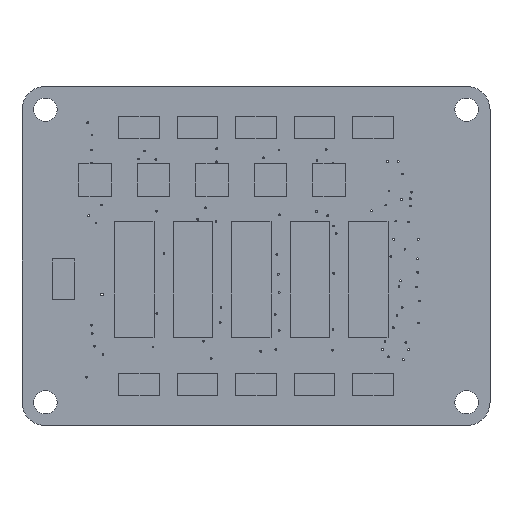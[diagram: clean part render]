
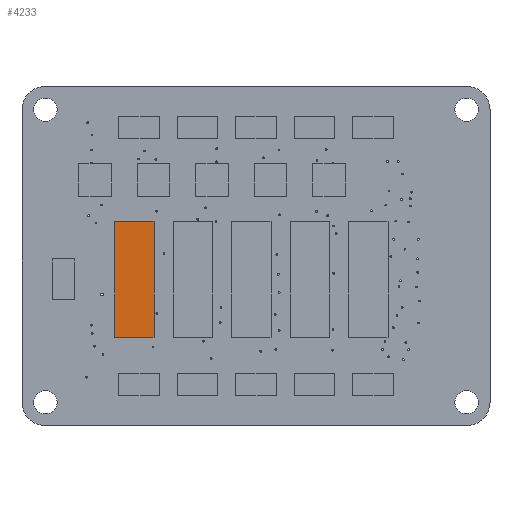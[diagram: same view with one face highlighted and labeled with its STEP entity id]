
A CAD part, top view. The second image highlights one B-rep face of the part: STEP entity #4233.
In plain terms, the highlighted planar face has unit normal (0, 0, 1).
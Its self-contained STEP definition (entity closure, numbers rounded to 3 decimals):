
#448=PLANE('',#4790);
#631=FACE_OUTER_BOUND('',#1112,.T.);
#1112=EDGE_LOOP('',(#3741,#3742,#3743,#3744));
#1317=LINE('',#7105,#1530);
#1320=LINE('',#7111,#1533);
#1323=LINE('',#7117,#1536);
#1326=LINE('',#7121,#1539);
#1530=VECTOR('',#6001,10.);
#1533=VECTOR('',#6006,10.);
#1536=VECTOR('',#6011,10.);
#1539=VECTOR('',#6016,10.);
#2186=VERTEX_POINT('',#7102);
#2187=VERTEX_POINT('',#7104);
#2189=VERTEX_POINT('',#7110);
#2191=VERTEX_POINT('',#7116);
#2701=EDGE_CURVE('',#2187,#2186,#1317,.T.);
#2704=EDGE_CURVE('',#2189,#2187,#1320,.T.);
#2707=EDGE_CURVE('',#2191,#2189,#1323,.T.);
#2710=EDGE_CURVE('',#2186,#2191,#1326,.T.);
#3741=ORIENTED_EDGE('',*,*,#2710,.T.);
#3742=ORIENTED_EDGE('',*,*,#2707,.T.);
#3743=ORIENTED_EDGE('',*,*,#2704,.T.);
#3744=ORIENTED_EDGE('',*,*,#2701,.T.);
#4233=ADVANCED_FACE('',(#631),#448,.T.);
#4790=AXIS2_PLACEMENT_3D('',#7122,#6017,#6018);
#6001=DIRECTION('',(-1.,0.,0.));
#6006=DIRECTION('',(0.,1.,0.));
#6011=DIRECTION('',(1.,0.,0.));
#6016=DIRECTION('',(0.,-1.,0.));
#6017=DIRECTION('center_axis',(0.,0.,1.));
#6018=DIRECTION('ref_axis',(1.,0.,0.));
#7102=CARTESIAN_POINT('',(-9.905,3.365,0.1));
#7104=CARTESIAN_POINT('',(9.905,3.365,0.1));
#7105=CARTESIAN_POINT('',(9.905,3.365,0.1));
#7110=CARTESIAN_POINT('',(9.905,-3.365,0.1));
#7111=CARTESIAN_POINT('',(9.905,-3.365,0.1));
#7116=CARTESIAN_POINT('',(-9.905,-3.365,0.1));
#7117=CARTESIAN_POINT('',(-9.905,-3.365,0.1));
#7121=CARTESIAN_POINT('',(-9.905,3.365,0.1));
#7122=CARTESIAN_POINT('Origin',(0.,0.,0.1));
